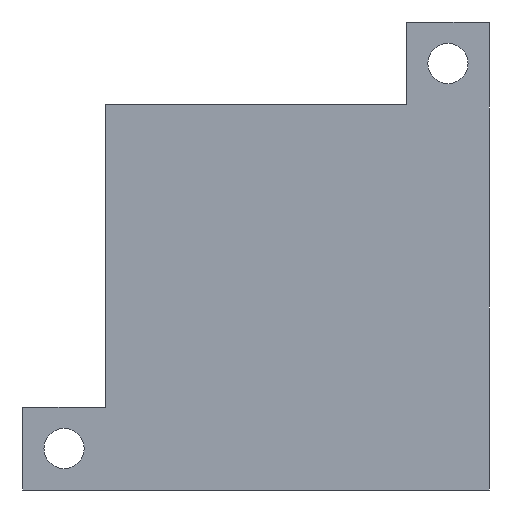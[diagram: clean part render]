
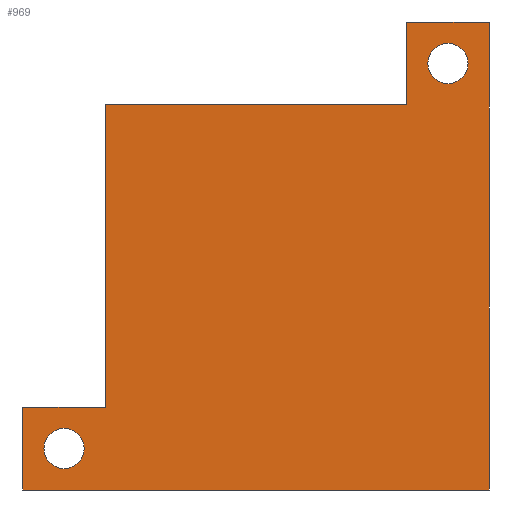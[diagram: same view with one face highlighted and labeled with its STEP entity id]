
A CAD part, front view. The second image highlights one B-rep face of the part: STEP entity #969.
In plain terms, the highlighted planar face has unit normal (0, -1, 0).
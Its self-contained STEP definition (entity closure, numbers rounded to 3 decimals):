
#3 = CARTESIAN_POINT ( 'NONE',  ( 0., -8.2, 23.25 ) ) ;
#15 = CIRCLE ( 'NONE', #1219, 1.7 ) ;
#37 = CARTESIAN_POINT ( 'NONE',  ( 12.7, -8.2, 21.45 ) ) ;
#59 = ORIENTED_EDGE ( 'NONE', *, *, #364, .F. ) ;
#66 = EDGE_CURVE ( 'NONE', #671, #1083, #978, .T. ) ;
#68 = FACE_BOUND ( 'NONE', #1047, .T. ) ;
#82 = VERTEX_POINT ( 'NONE', #921 ) ;
#83 = VECTOR ( 'NONE', #1037, 1000. ) ;
#88 = EDGE_LOOP ( 'NONE', ( #1105, #187, #202, #532, #111, #779, #635, #276 ) ) ;
#89 = CARTESIAN_POINT ( 'NONE',  ( 9.2, -8.2, 23.25 ) ) ;
#111 = ORIENTED_EDGE ( 'NONE', *, *, #964, .F. ) ;
#138 = EDGE_CURVE ( 'NONE', #765, #608, #194, .T. ) ;
#153 = CARTESIAN_POINT ( 'NONE',  ( 9.2, -8.2, -14.25 ) ) ;
#165 = EDGE_CURVE ( 'NONE', #1322, #589, #1117, .T. ) ;
#167 = CARTESIAN_POINT ( 'NONE',  ( 16.2, -8.2, -14.25 ) ) ;
#180 = CARTESIAN_POINT ( 'NONE',  ( 12.7, -8.2, 19.75 ) ) ;
#187 = ORIENTED_EDGE ( 'NONE', *, *, #66, .T. ) ;
#194 = CIRCLE ( 'NONE', #266, 1.7 ) ;
#201 = LINE ( 'NONE', #1390, #1152 ) ;
#202 = ORIENTED_EDGE ( 'NONE', *, *, #1272, .T. ) ;
#223 = CIRCLE ( 'NONE', #808, 1.7 ) ;
#224 = EDGE_CURVE ( 'NONE', #1184, #671, #394, .T. ) ;
#229 = DIRECTION ( 'NONE',  ( -1., 0., 0. ) ) ;
#259 = DIRECTION ( 'NONE',  ( 1., 0., 0. ) ) ;
#266 = AXIS2_PLACEMENT_3D ( 'NONE', #180, #791, #1355 ) ;
#269 = DIRECTION ( 'NONE',  ( 0., 0., 1. ) ) ;
#276 = ORIENTED_EDGE ( 'NONE', *, *, #773, .T. ) ;
#285 = DIRECTION ( 'NONE',  ( 0., -1., 0. ) ) ;
#299 = CARTESIAN_POINT ( 'NONE',  ( 0., -8.2, -14.25 ) ) ;
#312 = VECTOR ( 'NONE', #1134, 1000. ) ;
#330 = CARTESIAN_POINT ( 'NONE',  ( -19.7, -8.2, -14.45 ) ) ;
#344 = CARTESIAN_POINT ( 'NONE',  ( -19.7, -8.2, -12.75 ) ) ;
#363 = VECTOR ( 'NONE', #229, 1000. ) ;
#364 = EDGE_CURVE ( 'NONE', #608, #765, #664, .T. ) ;
#368 = CARTESIAN_POINT ( 'NONE',  ( 0., -8.2, 16.25 ) ) ;
#370 = CARTESIAN_POINT ( 'NONE',  ( 9.2, -8.2, 16.25 ) ) ;
#394 = LINE ( 'NONE', #167, #83 ) ;
#420 = DIRECTION ( 'NONE',  ( 0., 0., -1. ) ) ;
#436 = ORIENTED_EDGE ( 'NONE', *, *, #1166, .F. ) ;
#439 = DIRECTION ( 'NONE',  ( -1., 0., 0. ) ) ;
#440 = DIRECTION ( 'NONE',  ( 0., 0., -1. ) ) ;
#446 = VECTOR ( 'NONE', #269, 1000. ) ;
#483 = CARTESIAN_POINT ( 'NONE',  ( 12.7, -8.2, 18.05 ) ) ;
#489 = CARTESIAN_POINT ( 'NONE',  ( -23.2, -8.2, -9.25 ) ) ;
#520 = CARTESIAN_POINT ( 'NONE',  ( 12.7, -8.2, 19.75 ) ) ;
#532 = ORIENTED_EDGE ( 'NONE', *, *, #1210, .T. ) ;
#538 = AXIS2_PLACEMENT_3D ( 'NONE', #520, #1162, #1384 ) ;
#539 = AXIS2_PLACEMENT_3D ( 'NONE', #299, #285, #1159 ) ;
#560 = VECTOR ( 'NONE', #440, 1000. ) ;
#589 = VERTEX_POINT ( 'NONE', #489 ) ;
#608 = VERTEX_POINT ( 'NONE', #483 ) ;
#635 = ORIENTED_EDGE ( 'NONE', *, *, #1140, .T. ) ;
#664 = CIRCLE ( 'NONE', #538, 1.7 ) ;
#671 = VERTEX_POINT ( 'NONE', #846 ) ;
#692 = FACE_BOUND ( 'NONE', #1064, .T. ) ;
#731 = VECTOR ( 'NONE', #439, 1000. ) ;
#765 = VERTEX_POINT ( 'NONE', #37 ) ;
#769 = DIRECTION ( 'NONE',  ( 0., -1., 0. ) ) ;
#773 = EDGE_CURVE ( 'NONE', #1099, #1184, #1115, .T. ) ;
#776 = DIRECTION ( 'NONE',  ( 0., -1., 0. ) ) ;
#779 = ORIENTED_EDGE ( 'NONE', *, *, #165, .T. ) ;
#783 = VECTOR ( 'NONE', #1328, 1000. ) ;
#791 = DIRECTION ( 'NONE',  ( 0., -1., 0. ) ) ;
#792 = CARTESIAN_POINT ( 'NONE',  ( 16.2, -8.2, -16.25 ) ) ;
#797 = CARTESIAN_POINT ( 'NONE',  ( -16.2, -8.2, -9.25 ) ) ;
#801 = VERTEX_POINT ( 'NONE', #370 ) ;
#808 = AXIS2_PLACEMENT_3D ( 'NONE', #1223, #776, #259 ) ;
#846 = CARTESIAN_POINT ( 'NONE',  ( 16.2, -8.2, 23.25 ) ) ;
#879 = LINE ( 'NONE', #153, #560 ) ;
#921 = CARTESIAN_POINT ( 'NONE',  ( -16.2, -8.2, 16.25 ) ) ;
#952 = CARTESIAN_POINT ( 'NONE',  ( -23.2, -8.2, -16.25 ) ) ;
#964 = EDGE_CURVE ( 'NONE', #1322, #82, #1254, .T. ) ;
#969 = ADVANCED_FACE ( 'NONE', ( #1350, #68, #692 ), #1130, .T. ) ;
#978 = LINE ( 'NONE', #3, #731 ) ;
#979 = DIRECTION ( 'NONE',  ( 1., 0., 0. ) ) ;
#987 = CARTESIAN_POINT ( 'NONE',  ( 0., -8.2, -16.25 ) ) ;
#1023 = CARTESIAN_POINT ( 'NONE',  ( 0., -8.2, -9.25 ) ) ;
#1024 = ORIENTED_EDGE ( 'NONE', *, *, #138, .F. ) ;
#1032 = CARTESIAN_POINT ( 'NONE',  ( -16.2, -8.2, -14.25 ) ) ;
#1037 = DIRECTION ( 'NONE',  ( 0., 0., 1. ) ) ;
#1047 = EDGE_LOOP ( 'NONE', ( #436, #1163 ) ) ;
#1064 = EDGE_LOOP ( 'NONE', ( #59, #1024 ) ) ;
#1074 = VERTEX_POINT ( 'NONE', #1075 ) ;
#1075 = CARTESIAN_POINT ( 'NONE',  ( -19.7, -8.2, -11.05 ) ) ;
#1083 = VERTEX_POINT ( 'NONE', #89 ) ;
#1085 = VERTEX_POINT ( 'NONE', #330 ) ;
#1090 = LINE ( 'NONE', #368, #363 ) ;
#1099 = VERTEX_POINT ( 'NONE', #952 ) ;
#1105 = ORIENTED_EDGE ( 'NONE', *, *, #224, .T. ) ;
#1115 = LINE ( 'NONE', #987, #783 ) ;
#1117 = LINE ( 'NONE', #1023, #312 ) ;
#1130 = PLANE ( 'NONE',  #539 ) ;
#1134 = DIRECTION ( 'NONE',  ( -1., 0., 0. ) ) ;
#1140 = EDGE_CURVE ( 'NONE', #589, #1099, #201, .T. ) ;
#1152 = VECTOR ( 'NONE', #420, 1000. ) ;
#1159 = DIRECTION ( 'NONE',  ( 1., 0., 0. ) ) ;
#1162 = DIRECTION ( 'NONE',  ( 0., -1., 0. ) ) ;
#1163 = ORIENTED_EDGE ( 'NONE', *, *, #1221, .F. ) ;
#1166 = EDGE_CURVE ( 'NONE', #1085, #1074, #15, .T. ) ;
#1184 = VERTEX_POINT ( 'NONE', #792 ) ;
#1210 = EDGE_CURVE ( 'NONE', #801, #82, #1090, .T. ) ;
#1219 = AXIS2_PLACEMENT_3D ( 'NONE', #344, #769, #979 ) ;
#1221 = EDGE_CURVE ( 'NONE', #1074, #1085, #223, .T. ) ;
#1223 = CARTESIAN_POINT ( 'NONE',  ( -19.7, -8.2, -12.75 ) ) ;
#1254 = LINE ( 'NONE', #1032, #446 ) ;
#1272 = EDGE_CURVE ( 'NONE', #1083, #801, #879, .T. ) ;
#1322 = VERTEX_POINT ( 'NONE', #797 ) ;
#1328 = DIRECTION ( 'NONE',  ( 1., 0., 0. ) ) ;
#1350 = FACE_OUTER_BOUND ( 'NONE', #88, .T. ) ;
#1355 = DIRECTION ( 'NONE',  ( 1., 0., 0. ) ) ;
#1384 = DIRECTION ( 'NONE',  ( 1., 0., 0. ) ) ;
#1390 = CARTESIAN_POINT ( 'NONE',  ( -23.2, -8.2, -14.25 ) ) ;
